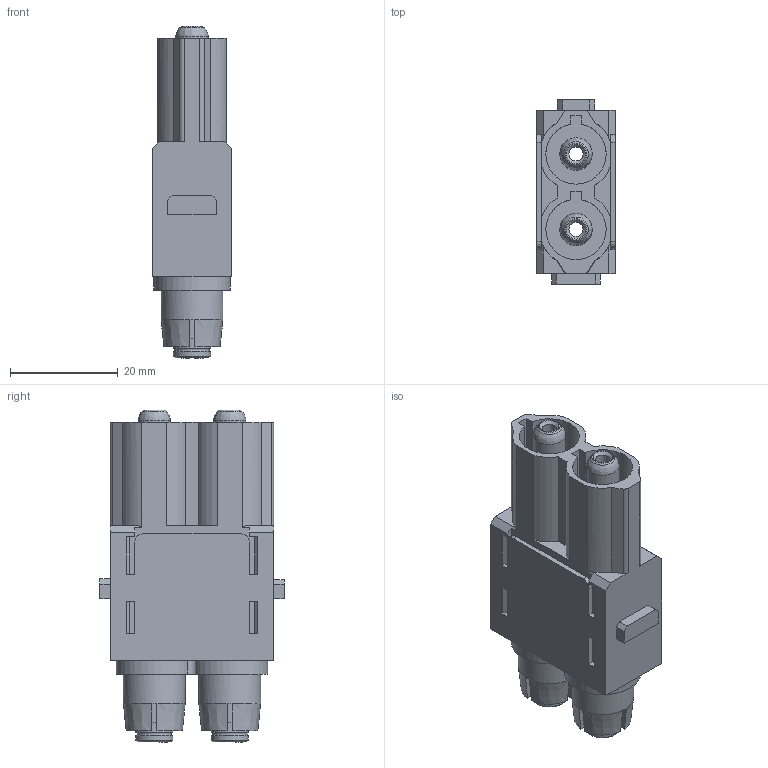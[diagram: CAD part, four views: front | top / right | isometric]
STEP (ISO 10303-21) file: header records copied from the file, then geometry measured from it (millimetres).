
FILE_DESCRIPTION(/* description */ (''),/* implementation_level */ '2;1');
FILE_NAME(/* name */ '100506344ugm000_e.stp',/* time_stamp */ '2019-05-08T12:37:02+02:00',/* author */ (''),/* organization */ (''),/* preprocessor_version */ 'ST-DEVELOPER v16.7',/* originating_system */ 'SIEMENS PLM Software NX 12.0',/* authorisation */ '');
FILE_SCHEMA (('AUTOMOTIVE_DESIGN { 1 0 10303 214 3 1 1 1 }'));
Length unit declared in the file: millimetre
Products named in the file (1): 100506344ugm000_e
Bounding box: 14.6 x 34.2 x 61.6 mm (x, y, z)
Volume: 15428.7 mm3; surface area: 9807.1 mm2
Topology: 1 solids, 1 shells, 341 faces, 978 edges, 763 vertices
Faces by surface type: plane 248, cylinder 56, cone 24, extrusion 7, bspline 6
Full cylindrical faces by diameter (mm): 0.911 x1, 1.077 x1, 2.6 x2, 3.2 x2, 4.6 x2, 5 x2, 6 x2, 6.9 x4, 11.5 x2
Entity records: 13961 total; most frequent: CARTESIAN_POINT 2600, DIRECTION 1713, ORIENTED_EDGE 1694, EDGE_CURVE 847, VECTOR 687, LINE 680, VERTEX_POINT 576, AXIS2_PLACEMENT_3D 513
